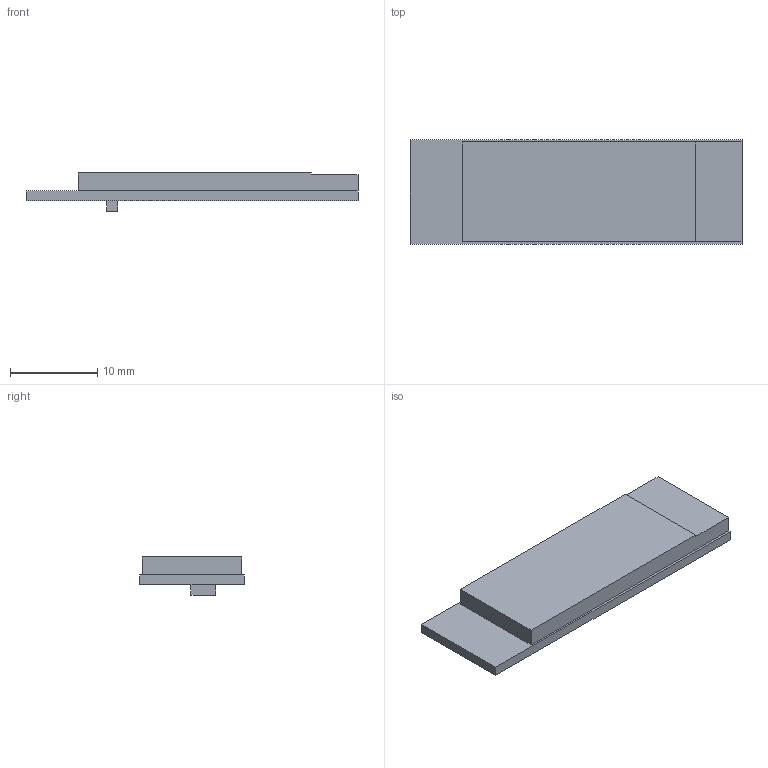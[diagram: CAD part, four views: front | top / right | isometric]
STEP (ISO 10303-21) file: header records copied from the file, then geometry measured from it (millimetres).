
FILE_DESCRIPTION (( 'STEP AP214' ), '1' );
FILE_NAME ('Display module without PLS.STEP', '2022-09-07T14:31:36', ( '' ), ( '' ), 'SwSTEP 2.0', 'SolidWorks 2019', '' );
FILE_SCHEMA (( 'AUTOMOTIVE_DESIGN' ));
Length unit declared in the file: millimetre
Products named in the file (2): pcb_00; Display module without PLS
Assembly tree (1 placements, depth 2):
  Display module without PLS
    pcb_00
Bounding box: 38 x 12 x 4.37 mm (x, y, z)
Volume: 1266.1 mm3; surface area: 1212.5 mm2
Topology: 1 solids, 1 shells, 17 faces, 42 edges, 28 vertices
Faces by surface type: plane 17
Entity records: 683 total; most frequent: CARTESIAN_POINT 91, DIRECTION 84, ORIENTED_EDGE 84, VECTOR 42, LINE 42, EDGE_CURVE 42, VERTEX_POINT 28, AXIS2_PLACEMENT_3D 21
